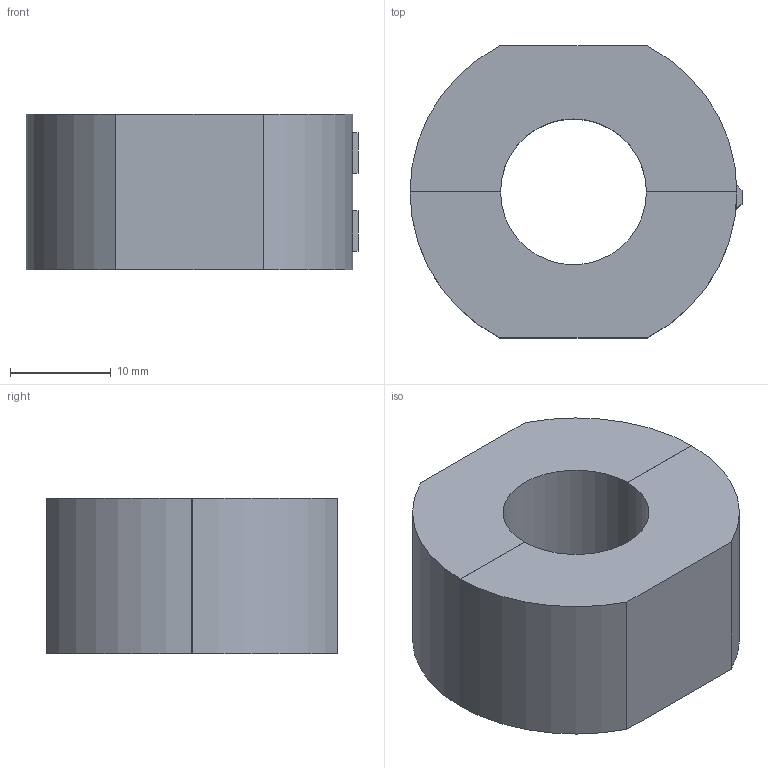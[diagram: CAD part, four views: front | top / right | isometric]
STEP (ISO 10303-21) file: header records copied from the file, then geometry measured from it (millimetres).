
FILE_DESCRIPTION (( 'STEP AP214' ), '1' );
FILE_NAME ('EC_ESDSRS_D214.5L15.5T33H29.STEP', '2018-05-15T15:01:17', ( '' ), ( '' ), 'SwSTEP 2.0', 'SolidWorks 2014', '' );
FILE_SCHEMA (( 'AUTOMOTIVE_DESIGN' ));
Length unit declared in the file: millimetre
Products named in the file (1): EC_ESDSRS_D214.5L15.5T33H29
Bounding box: 33 x 29 x 15.5 mm (x, y, z)
Volume: 9764.4 mm3; surface area: 4121.5 mm2
Topology: 2 solids, 2 shells, 84 faces, 231 edges, 154 vertices
Faces by surface type: plane 78, cylinder 6
Entity records: 3004 total; most frequent: CARTESIAN_POINT 470, ORIENTED_EDGE 462, DIRECTION 417, EDGE_CURVE 231, LINE 215, VECTOR 215, VERTEX_POINT 154, AXIS2_PLACEMENT_3D 101
